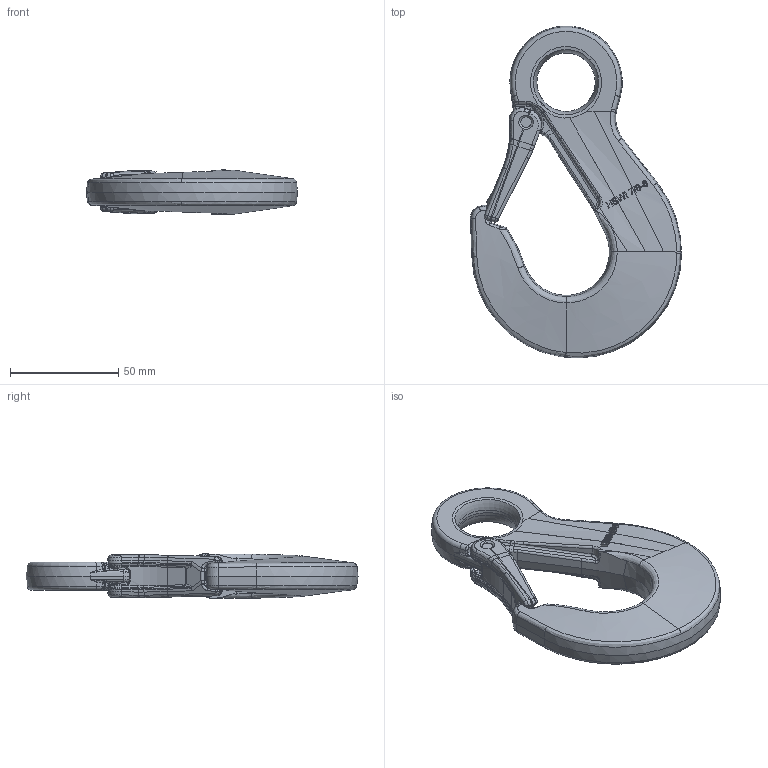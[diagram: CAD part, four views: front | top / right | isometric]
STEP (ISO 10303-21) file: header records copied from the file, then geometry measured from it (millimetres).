
FILE_DESCRIPTION(/* description */ (''),/* implementation_level */ '2;1');
FILE_NAME(/* name */ 'HSWI 7_8-6 Kundenmodell.stp',/* time_stamp */ '2015-10-27T12:08:54+01:00',/* author */ (''),/* organization */ (''),/* preprocessor_version */ 'ST-DEVELOPER v15',/* originating_system */ 'SIEMENS PLM Software NX 9.0',/* authorisation */ '');
FILE_SCHEMA (('AUTOMOTIVE_DESIGN { 1 0 10303 214 3 1 1 1 }'));
Length unit declared in the file: millimetre
Products named in the file (1): zer0E60B1CDvd6x
Bounding box: 97.59 x 153.48 x 20.68 mm (x, y, z)
Volume: 101427.4 mm3; surface area: 25275.1 mm2
Topology: 3 solids, 3 shells, 757 faces, 1808 edges, 1053 vertices
Faces by surface type: bspline 351, plane 138, cylinder 125, extrusion 59, torus 42, cone 32, sphere 10
Full cylindrical faces by diameter (mm): 5 x4
Entity records: 29385 total; most frequent: CARTESIAN_POINT 14750, ORIENTED_EDGE 3548, DIRECTION 2238, EDGE_CURVE 1774, VERTEX_POINT 1046, B_SPLINE_CURVE_WITH_KNOTS 898, AXIS2_PLACEMENT_3D 896, EDGE_LOOP 788
